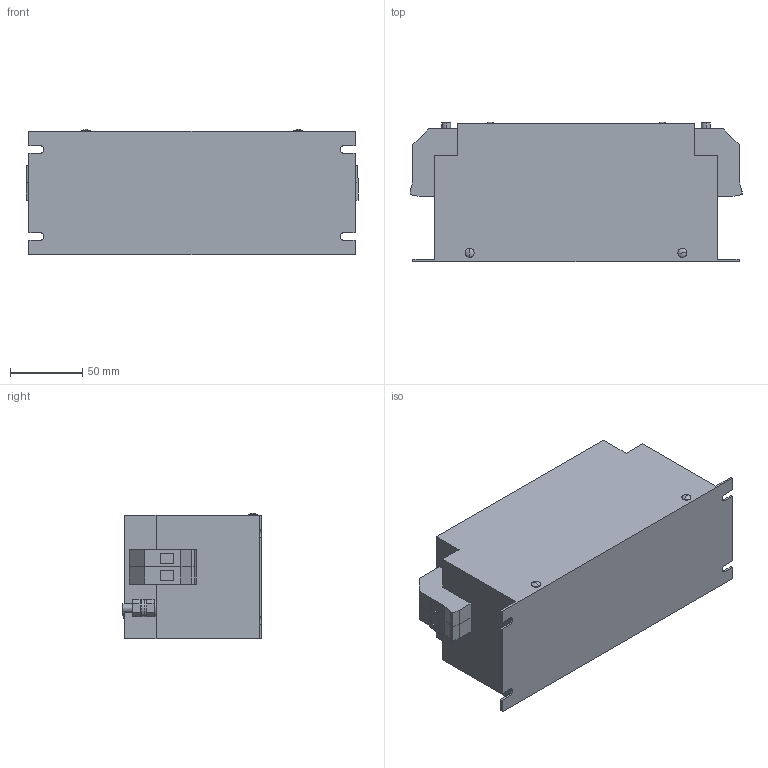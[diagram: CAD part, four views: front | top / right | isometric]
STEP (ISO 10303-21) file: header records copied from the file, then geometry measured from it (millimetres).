
FILE_DESCRIPTION (( 'STEP AP214' ), '1' );
FILE_NAME ('189918.STEP', '2024-07-11T05:00:16', ( '' ), ( '' ), 'SwSTEP 2.0', 'SolidWorks 2022', '' );
FILE_SCHEMA (( 'AUTOMOTIVE_DESIGN' ));
Length unit declared in the file: millimetre
Products named in the file (1): 189918
Bounding box: 229 x 96.37 x 86.37 mm (x, y, z)
Volume: 1566325.8 mm3; surface area: 97016.8 mm2
Topology: 1 solids, 5 shells, 245 faces, 582 edges, 384 vertices
Faces by surface type: plane 177, cylinder 60, sphere 8
Entity records: 7058 total; most frequent: CARTESIAN_POINT 1212, DIRECTION 1206, ORIENTED_EDGE 1164, EDGE_CURVE 582, LINE 450, VECTOR 450, VERTEX_POINT 384, AXIS2_PLACEMENT_3D 378
